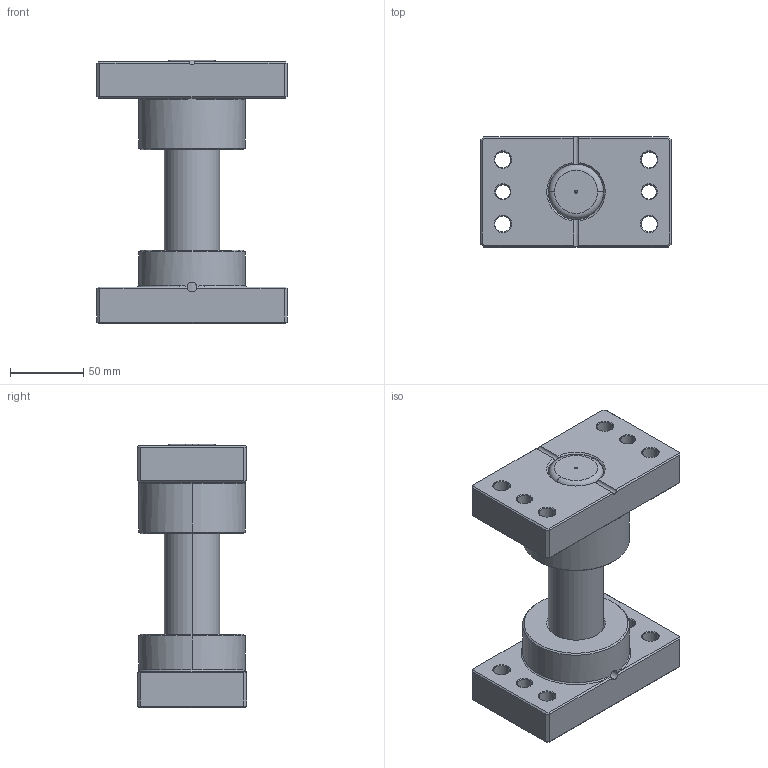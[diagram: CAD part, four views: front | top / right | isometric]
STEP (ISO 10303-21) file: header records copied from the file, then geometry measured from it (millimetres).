
FILE_DESCRIPTION (( 'STEP AP214' ), '1' );
FILE_NAME ('HYZP-D38-L180.STEP', '2021-09-18T11:07:18', ( 'User' ), ( 'china' ), 'SwSTEP 2.0', 'SolidWorks 2016', '' );
FILE_SCHEMA (( 'AUTOMOTIVE_DESIGN' ));
Length unit declared in the file: millimetre
Products named in the file (4): MGP-D38-L180; SBZP-D38; MGHP-D38; HYZP-D38-L180
Assembly tree (3 placements, depth 2):
  HYZP-D38-L180
    MGHP-D38
    MGP-D38-L180
    SBZP-D38
Bounding box: 130 x 75 x 180 mm (x, y, z)
Volume: 785473.7 mm3; surface area: 111772.1 mm2
Topology: 3 solids, 3 shells, 232 faces, 545 edges, 313 vertices
Faces by surface type: plane 73, cone 69, cylinder 64, torus 18, bspline 8
Entity records: 7088 total; most frequent: CARTESIAN_POINT 1544, DIRECTION 1196, ORIENTED_EDGE 1074, EDGE_CURVE 537, AXIS2_PLACEMENT_3D 455, VERTEX_POINT 313, VECTOR 286, LINE 286
